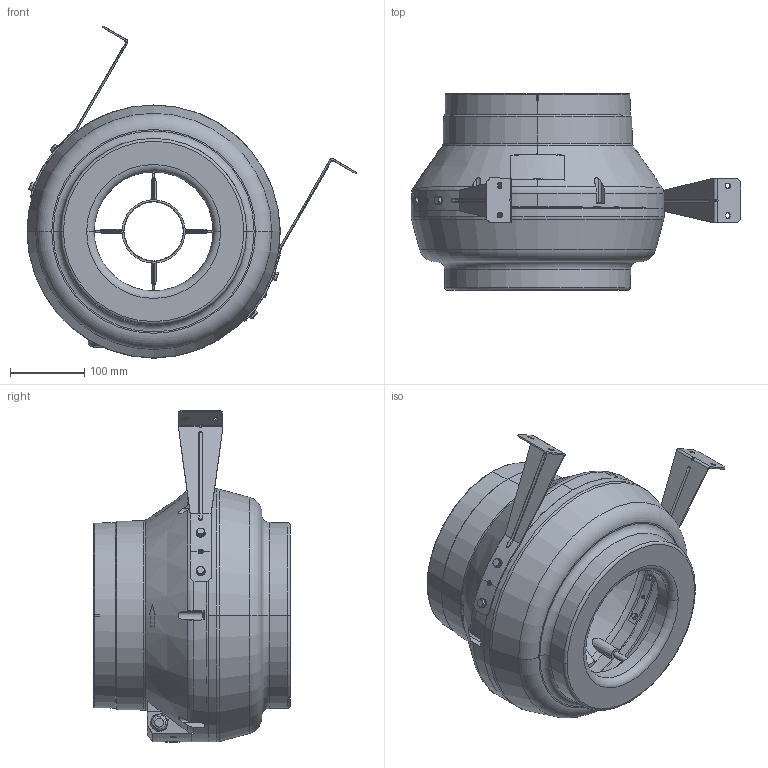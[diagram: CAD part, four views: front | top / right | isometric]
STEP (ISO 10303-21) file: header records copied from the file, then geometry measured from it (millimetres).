
FILE_DESCRIPTION (( 'STEP AP203' ), '1' );
FILE_NAME ('VK250.STEP', '2015-04-23T07:18:00', ( 'KB7' ), ( '' ), 'SwSTEP 2.0', 'SolidWorks 2013', '' );
FILE_SCHEMA (( 'CONFIG_CONTROL_DESIGN' ));
Length unit declared in the file: millimetre
Products named in the file (1): VK250
Bounding box: 443.11 x 263.7 x 446.11 mm (x, y, z)
Surface area: 651952.2 mm2 (no closed solid volume)
Topology: 0 solids, 36 shells, 567 faces, 2078 edges, 1472 vertices
Faces by surface type: plane 232, cylinder 136, cone 91, torus 59, bspline 31, sphere 18
Entity records: 27856 total; most frequent: CARTESIAN_POINT 11256, ORIENTED_EDGE 3269, DIRECTION 3258, EDGE_CURVE 2074, VERTEX_POINT 1472, AXIS2_PLACEMENT_3D 1262, VECTOR 734, LINE 734
